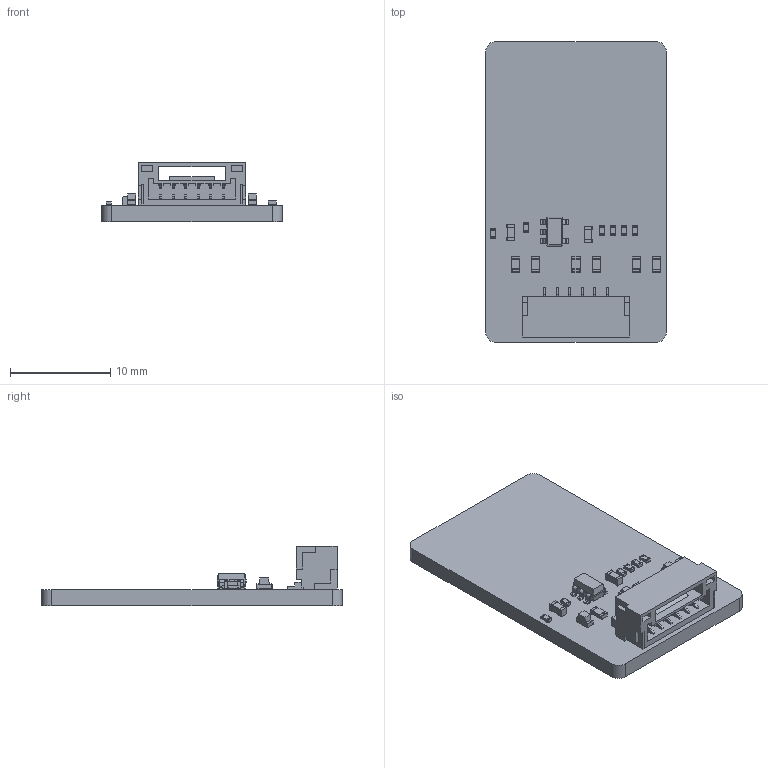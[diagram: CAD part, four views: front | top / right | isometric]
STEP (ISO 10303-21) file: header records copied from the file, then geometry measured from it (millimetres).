
FILE_DESCRIPTION(('KiCad electronic assembly'),'2;1');
FILE_NAME('KahunaV1.2.step','2025-01-02T23:08:59',('Pcbnew'),('Kicad'), 'Open CASCADE STEP processor 7.7','KiCad to STEP converter','Unknown' );
FILE_SCHEMA(('AUTOMOTIVE_DESIGN { 1 0 10303 214 1 1 1 1 }'));
Length unit declared in the file: millimetre
Products named in the file (14): KahunaV1.2 1; R_0402_1005Metric; R_0603_1608Metric; LED_0603_1608Metric; JST_GH_SM06B-GHS-TB_1x06-1MP_P1.25mm_Horizontal; JST_SM06B_GHS_TB; C_0603_1608Metric; SOT-23-5; SOT_23_5; KahunaV1.1_PCB
Assembly tree (23 placements, depth 3):
  KahunaV1.2 1
    R_0402_1005Metric  x6
      R_0402_1005Metric
    R_0603_1608Metric  x3
      R_0603_1608Metric
    LED_0603_1608Metric  x3
      LED_0603_1608Metric
    JST_GH_SM06B-GHS-TB_1x06-1MP_P1.25mm_Horizontal
      JST_SM06B_GHS_TB
    C_0603_1608Metric  x2
      C_0603_1608Metric
    SOT-23-5
      SOT_23_5
    KahunaV1.1_PCB
Bounding box: 18 x 30 x 5.89 mm (x, y, z)
Volume: 981.6 mm3; surface area: 1689.6 mm2
Topology: 17 solids, 17 shells, 824 faces, 2203 edges, 1430 vertices
Faces by surface type: plane 651, cylinder 144, bspline 29
Entity records: 19653 total; most frequent: CARTESIAN_POINT 2948, ORIENTED_EDGE 2778, DIRECTION 2495, EDGE_CURVE 1389, LINE 1237, VECTOR 1237, VERTEX_POINT 902, AXIS2_PLACEMENT_3D 629
